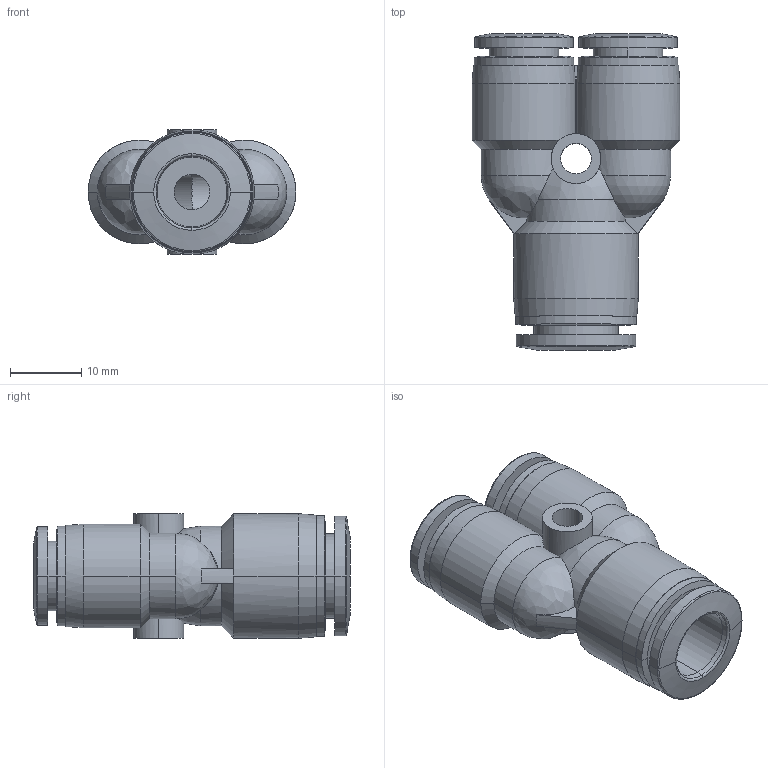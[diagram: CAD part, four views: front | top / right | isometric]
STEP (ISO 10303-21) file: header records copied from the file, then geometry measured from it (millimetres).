
FILE_DESCRIPTION (( 'STEP AP203' ), '1' );
FILE_NAME ('URY38-516.step', '2016-02-15T20:02:31', ( '' ), ( '' ), 'SwSTEP 2.0', 'SolidWorks 2015', '' );
FILE_SCHEMA (( 'CONFIG_CONTROL_DESIGN' ));
Length unit declared in the file: inch
Products named in the file (1): URY38-516
Bounding box: 29.2 x 44.45 x 17.5 mm (x, y, z)
Volume: 7837.5 mm3; surface area: 6186.7 mm2
Topology: 1 solids, 1 shells, 109 faces, 274 edges, 174 vertices
Faces by surface type: cylinder 40, cone 28, plane 19, bspline 17, torus 4, sphere 1
Entity records: 4120 total; most frequent: CARTESIAN_POINT 1471, ORIENTED_EDGE 546, DIRECTION 544, EDGE_CURVE 273, AXIS2_PLACEMENT_3D 237, VERTEX_POINT 174, CIRCLE 144, EDGE_LOOP 123
